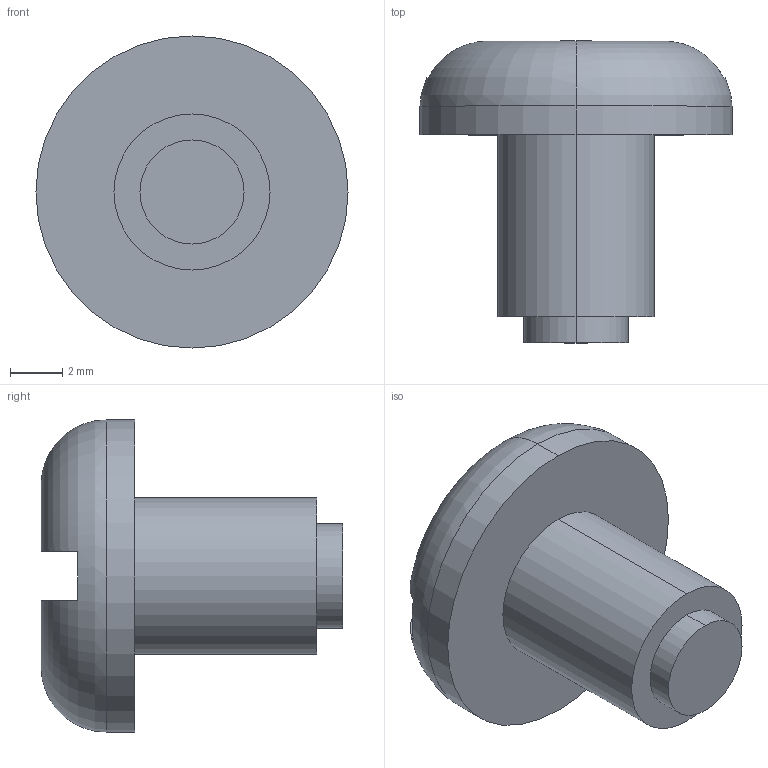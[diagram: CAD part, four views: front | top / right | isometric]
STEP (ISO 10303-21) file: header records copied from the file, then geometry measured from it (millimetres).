
FILE_DESCRIPTION (( 'STEP AP214' ), '1' );
FILE_NAME ('Oval Fillister.STEP', '2025-02-11T18:51:37', ( '' ), ( '' ), 'SwSTEP 2.0', 'SolidWorks 2024', '' );
FILE_SCHEMA (( 'AUTOMOTIVE_DESIGN' ));
Length unit declared in the file: millimetre
Products named in the file (1): Oval Fillister
Bounding box: 12 x 11.6 x 12 mm (x, y, z)
Volume: 544.8 mm3; surface area: 489.2 mm2
Topology: 1 solids, 1 shells, 16 faces, 34 edges, 22 vertices
Faces by surface type: plane 8, cylinder 6, torus 2
Entity records: 499 total; most frequent: CARTESIAN_POINT 115, DIRECTION 84, ORIENTED_EDGE 68, AXIS2_PLACEMENT_3D 37, EDGE_CURVE 34, VERTEX_POINT 22, CIRCLE 20, EDGE_LOOP 18
